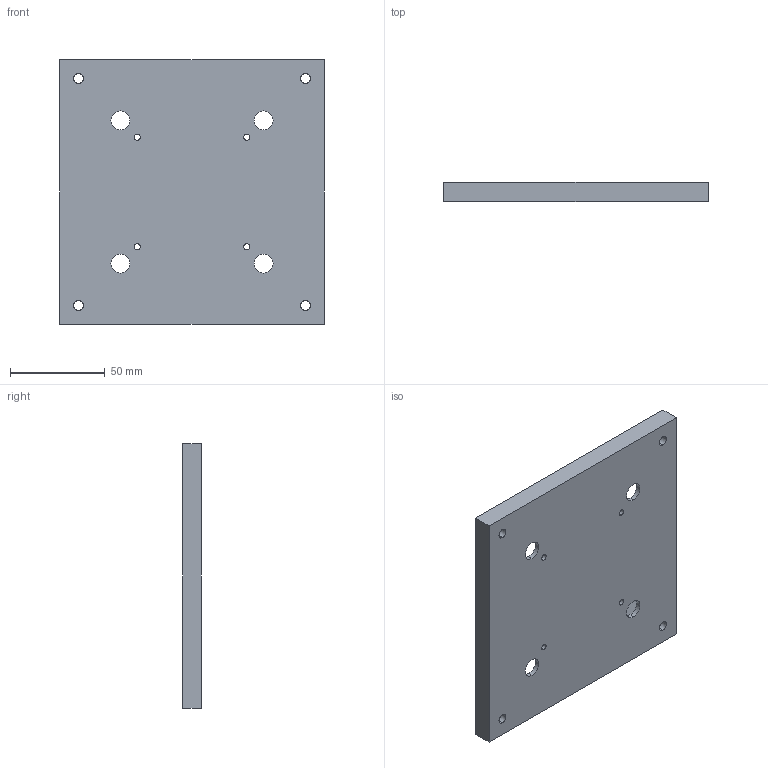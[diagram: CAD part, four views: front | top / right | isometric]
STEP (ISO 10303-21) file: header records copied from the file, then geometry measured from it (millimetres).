
FILE_DESCRIPTION (( 'STEP AP214' ), '1' );
FILE_NAME ('蛌攫粣創嘐隅釱1-3.STEP', '2025-08-27T04:38:14', ( '' ), ( '' ), 'SwSTEP 2.0', 'SolidWorks 2018', '' );
FILE_SCHEMA (( 'AUTOMOTIVE_DESIGN' ));
Length unit declared in the file: millimetre
Products named in the file (1): 蛌攫粣創嘐隅釱1-3
Bounding box: 140 x 10 x 140 mm (x, y, z)
Volume: 132166.8 mm3; surface area: 49950.3 mm2
Topology: 1 solids, 1 shells, 55 faces, 141 edges, 94 vertices
Faces by surface type: cylinder 37, plane 18
Entity records: 1791 total; most frequent: DIRECTION 327, CARTESIAN_POINT 291, ORIENTED_EDGE 282, EDGE_CURVE 141, AXIS2_PLACEMENT_3D 130, VERTEX_POINT 94, EDGE_LOOP 85, CIRCLE 74
